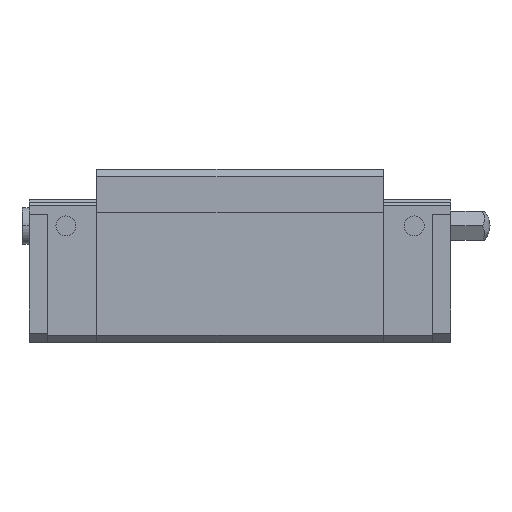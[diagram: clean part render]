
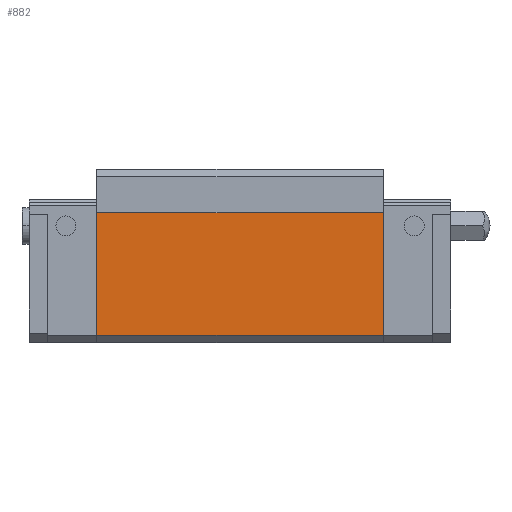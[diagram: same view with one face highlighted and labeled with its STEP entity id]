
A CAD part, left-side view. The second image highlights one B-rep face of the part: STEP entity #882.
In plain terms, the highlighted planar face has unit normal (-1, 0, 0).
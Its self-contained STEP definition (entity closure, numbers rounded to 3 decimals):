
#882=ADVANCED_FACE('',(#1796),#1797,.T.);
#1796=FACE_OUTER_BOUND('',#2736,.T.);
#1797=PLANE('',#2737);
#2736=EDGE_LOOP('',(#5393,#5394,#5395,#5396));
#2737=AXIS2_PLACEMENT_3D('',#5397,#5398,#5399);
#5393=ORIENTED_EDGE('',*,*,#6478,.F.);
#5394=ORIENTED_EDGE('',*,*,#6548,.F.);
#5395=ORIENTED_EDGE('',*,*,#6529,.F.);
#5396=ORIENTED_EDGE('',*,*,#6546,.T.);
#5397=CARTESIAN_POINT('',(-16.7,29.101,8.0));
#5398=DIRECTION('',(-1.0,0.0,0.0));
#5399=DIRECTION('',(0.0,0.0,1.0));
#6478=EDGE_CURVE('',#8014,#8016,#8017,.T.);
#6529=EDGE_CURVE('',#8098,#8100,#8101,.T.);
#6546=EDGE_CURVE('',#8098,#8016,#8118,.T.);
#6548=EDGE_CURVE('',#8100,#8014,#8120,.T.);
#8014=VERTEX_POINT('',#10157);
#8016=VERTEX_POINT('',#10160);
#8017=LINE('',#10161,#10162);
#8098=VERTEX_POINT('',#10284);
#8100=VERTEX_POINT('',#10287);
#8101=LINE('',#10288,#10289);
#8118=LINE('',#10312,#10313);
#8120=LINE('',#10315,#10316);
#10157=CARTESIAN_POINT('',(-16.7,48.901,5.1));
#10160=CARTESIAN_POINT('',(-16.7,48.901,22.0));
#10161=CARTESIAN_POINT('',(-16.7,48.901,12.045));
#10162=VECTOR('',#11415,1.0);
#10284=CARTESIAN_POINT('',(-16.7,9.301,22.0));
#10287=CARTESIAN_POINT('',(-16.7,9.301,5.1));
#10288=CARTESIAN_POINT('',(-16.7,9.301,12.045));
#10289=VECTOR('',#11458,1.0);
#10312=CARTESIAN_POINT('',(-16.7,29.101,22.0));
#10313=VECTOR('',#11477,1.0);
#10315=CARTESIAN_POINT('',(-16.7,39.001,5.1));
#10316=VECTOR('',#11478,1.0);
#11415=DIRECTION('',(0.0,0.0,1.0));
#11458=DIRECTION('',(-0.0,-0.0,-1.0));
#11477=DIRECTION('',(0.0,1.0,0.0));
#11478=DIRECTION('',(0.0,1.0,-0.0));
